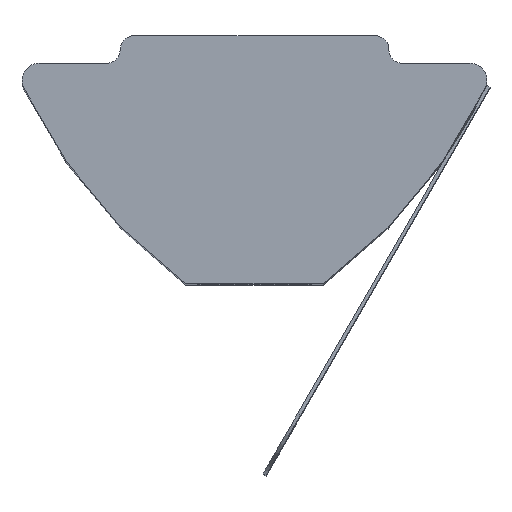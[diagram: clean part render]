
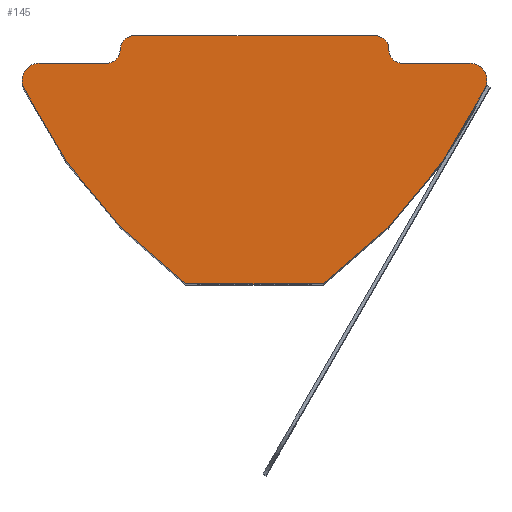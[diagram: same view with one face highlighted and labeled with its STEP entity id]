
A CAD part, top view. The second image highlights one B-rep face of the part: STEP entity #145.
In plain terms, the highlighted planar face has unit normal (0, 0, 1).
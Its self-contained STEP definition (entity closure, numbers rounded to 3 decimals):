
#18 = CARTESIAN_POINT ( 'NONE',  ( -4.3, -0.8, 11. ) ) ;
#28 = CARTESIAN_POINT ( 'NONE',  ( 3.5, 0., 11. ) ) ;
#30 = EDGE_LOOP ( 'NONE', ( #874, #601, #551, #1100, #746, #373, #479, #832, #1059, #548, #461, #90, #114 ) ) ;
#38 = VERTEX_POINT ( 'NONE', #28 ) ;
#69 = VERTEX_POINT ( 'NONE', #902 ) ;
#71 = CARTESIAN_POINT ( 'NONE',  ( 6.702, -1.514, 11. ) ) ;
#80 = CARTESIAN_POINT ( 'NONE',  ( -4.3, -0.4, 11. ) ) ;
#82 = CARTESIAN_POINT ( 'NONE',  ( -3.5, 0., 11. ) ) ;
#87 = DIRECTION ( 'NONE',  ( 1., 0., 0. ) ) ;
#90 = ORIENTED_EDGE ( 'NONE', *, *, #487, .T. ) ;
#102 = EDGE_CURVE ( 'NONE', #855, #752, #732, .T. ) ;
#114 = ORIENTED_EDGE ( 'NONE', *, *, #215, .T. ) ;
#143 = DIRECTION ( 'NONE',  ( 1., 0., 0. ) ) ;
#145 = ADVANCED_FACE ( 'NONE', ( #644 ), #991, .T. ) ;
#196 = AXIS2_PLACEMENT_3D ( 'NONE', #80, #1026, #1109 ) ;
#197 = CARTESIAN_POINT ( 'NONE',  ( 3.9, -0.8, 11. ) ) ;
#204 = CARTESIAN_POINT ( 'NONE',  ( -6.702, -1.514, 11. ) ) ;
#215 = EDGE_CURVE ( 'NONE', #274, #1007, #414, .T. ) ;
#220 = EDGE_CURVE ( 'NONE', #790, #38, #456, .T. ) ;
#222 = CIRCLE ( 'NONE', #811, 0.4 ) ;
#228 = CARTESIAN_POINT ( 'NONE',  ( -2., -7.2, 11. ) ) ;
#231 = DIRECTION ( 'NONE',  ( 0., 0., 1. ) ) ;
#250 = AXIS2_PLACEMENT_3D ( 'NONE', #636, #890, #143 ) ;
#274 = VERTEX_POINT ( 'NONE', #71 ) ;
#286 = VERTEX_POINT ( 'NONE', #82 ) ;
#293 = DIRECTION ( 'NONE',  ( 0., 0., 1. ) ) ;
#303 = CARTESIAN_POINT ( 'NONE',  ( 3.9, -0.4, 11. ) ) ;
#312 = VERTEX_POINT ( 'NONE', #401 ) ;
#314 = AXIS2_PLACEMENT_3D ( 'NONE', #518, #851, #859 ) ;
#320 = DIRECTION ( 'NONE',  ( 1., 0., 0. ) ) ;
#341 = DIRECTION ( 'NONE',  ( 0., 0., 1. ) ) ;
#350 = VECTOR ( 'NONE', #883, 1000. ) ;
#361 = CARTESIAN_POINT ( 'NONE',  ( 6.25, -0.8, 11. ) ) ;
#373 = ORIENTED_EDGE ( 'NONE', *, *, #1061, .T. ) ;
#379 = DIRECTION ( 'NONE',  ( 0., 0., 1. ) ) ;
#387 = CIRCLE ( 'NONE', #652, 15. ) ;
#391 = CIRCLE ( 'NONE', #919, 0.4 ) ;
#395 = CARTESIAN_POINT ( 'NONE',  ( 3.9, 0., 11. ) ) ;
#401 = CARTESIAN_POINT ( 'NONE',  ( -6.25, -0.8, 11. ) ) ;
#413 = CARTESIAN_POINT ( 'NONE',  ( -6.75, -1.3, 11. ) ) ;
#414 = CIRCLE ( 'NONE', #745, 0.5 ) ;
#423 = CIRCLE ( 'NONE', #196, 0.4 ) ;
#440 = LINE ( 'NONE', #197, #616 ) ;
#444 = CIRCLE ( 'NONE', #314, 0.5 ) ;
#456 = CIRCLE ( 'NONE', #970, 0.4 ) ;
#461 = ORIENTED_EDGE ( 'NONE', *, *, #891, .T. ) ;
#471 = CARTESIAN_POINT ( 'NONE',  ( -6.25, -1.3, 11. ) ) ;
#479 = ORIENTED_EDGE ( 'NONE', *, *, #756, .T. ) ;
#487 = EDGE_CURVE ( 'NONE', #69, #274, #1054, .T. ) ;
#507 = EDGE_CURVE ( 'NONE', #752, #988, #387, .T. ) ;
#518 = CARTESIAN_POINT ( 'NONE',  ( -6.25, -1.3, 11. ) ) ;
#520 = DIRECTION ( 'NONE',  ( -1., 0., 0. ) ) ;
#548 = ORIENTED_EDGE ( 'NONE', *, *, #507, .T. ) ;
#549 = CARTESIAN_POINT ( 'NONE',  ( -3.9, -0.8, 11. ) ) ;
#550 = EDGE_CURVE ( 'NONE', #312, #855, #444, .T. ) ;
#551 = ORIENTED_EDGE ( 'NONE', *, *, #220, .T. ) ;
#559 = EDGE_CURVE ( 'NONE', #1007, #998, #440, .T. ) ;
#601 = ORIENTED_EDGE ( 'NONE', *, *, #637, .T. ) ;
#607 = VERTEX_POINT ( 'NONE', #18 ) ;
#610 = DIRECTION ( 'NONE',  ( 0., 0., 1. ) ) ;
#614 = CARTESIAN_POINT ( 'NONE',  ( 4.3, -0.4, 11. ) ) ;
#616 = VECTOR ( 'NONE', #683, 1000. ) ;
#633 = CARTESIAN_POINT ( 'NONE',  ( -3.9, -0.4, 11. ) ) ;
#636 = CARTESIAN_POINT ( 'NONE',  ( -6.25, -1.3, 11. ) ) ;
#637 = EDGE_CURVE ( 'NONE', #998, #790, #222, .T. ) ;
#644 = FACE_OUTER_BOUND ( 'NONE', #30, .T. ) ;
#652 = AXIS2_PLACEMENT_3D ( 'NONE', #868, #610, #960 ) ;
#683 = DIRECTION ( 'NONE',  ( -1., 0., 0. ) ) ;
#695 = AXIS2_PLACEMENT_3D ( 'NONE', #471, #293, #1076 ) ;
#713 = DIRECTION ( 'NONE',  ( -1., 0., 0. ) ) ;
#732 = CIRCLE ( 'NONE', #250, 0.5 ) ;
#733 = LINE ( 'NONE', #395, #959 ) ;
#742 = DIRECTION ( 'NONE',  ( -1., 0., 0. ) ) ;
#745 = AXIS2_PLACEMENT_3D ( 'NONE', #799, #379, #713 ) ;
#746 = ORIENTED_EDGE ( 'NONE', *, *, #853, .T. ) ;
#747 = CARTESIAN_POINT ( 'NONE',  ( -3.5, -0.4, 11. ) ) ;
#752 = VERTEX_POINT ( 'NONE', #204 ) ;
#756 = EDGE_CURVE ( 'NONE', #607, #312, #889, .T. ) ;
#762 = CARTESIAN_POINT ( 'NONE',  ( 4.3, -0.8, 11. ) ) ;
#790 = VERTEX_POINT ( 'NONE', #303 ) ;
#799 = CARTESIAN_POINT ( 'NONE',  ( 6.25, -1.3, 11. ) ) ;
#811 = AXIS2_PLACEMENT_3D ( 'NONE', #614, #847, #87 ) ;
#817 = DIRECTION ( 'NONE',  ( 1., 0., 0. ) ) ;
#821 = DIRECTION ( 'NONE',  ( 1., 0., 0. ) ) ;
#827 = CARTESIAN_POINT ( 'NONE',  ( 3.5, -0.4, 11. ) ) ;
#832 = ORIENTED_EDGE ( 'NONE', *, *, #550, .T. ) ;
#847 = DIRECTION ( 'NONE',  ( 0., 0., -1. ) ) ;
#851 = DIRECTION ( 'NONE',  ( 0., 0., 1. ) ) ;
#853 = EDGE_CURVE ( 'NONE', #286, #1091, #391, .T. ) ;
#855 = VERTEX_POINT ( 'NONE', #413 ) ;
#859 = DIRECTION ( 'NONE',  ( 1., 0., 0. ) ) ;
#865 = AXIS2_PLACEMENT_3D ( 'NONE', #1057, #341, #520 ) ;
#868 = CARTESIAN_POINT ( 'NONE',  ( 6.854, 4.908, 11. ) ) ;
#874 = ORIENTED_EDGE ( 'NONE', *, *, #559, .T. ) ;
#883 = DIRECTION ( 'NONE',  ( -1., 0., 0. ) ) ;
#889 = LINE ( 'NONE', #549, #350 ) ;
#890 = DIRECTION ( 'NONE',  ( 0., 0., 1. ) ) ;
#891 = EDGE_CURVE ( 'NONE', #988, #69, #999, .T. ) ;
#902 = CARTESIAN_POINT ( 'NONE',  ( 2., -7.2, 11. ) ) ;
#906 = EDGE_CURVE ( 'NONE', #38, #286, #733, .T. ) ;
#919 = AXIS2_PLACEMENT_3D ( 'NONE', #747, #231, #821 ) ;
#943 = CARTESIAN_POINT ( 'NONE',  ( -2., -7.2, 11. ) ) ;
#959 = VECTOR ( 'NONE', #742, 1000. ) ;
#960 = DIRECTION ( 'NONE',  ( 1., 0., 0. ) ) ;
#970 = AXIS2_PLACEMENT_3D ( 'NONE', #827, #1107, #320 ) ;
#988 = VERTEX_POINT ( 'NONE', #943 ) ;
#991 = PLANE ( 'NONE',  #695 ) ;
#998 = VERTEX_POINT ( 'NONE', #762 ) ;
#999 = LINE ( 'NONE', #228, #1034 ) ;
#1007 = VERTEX_POINT ( 'NONE', #361 ) ;
#1026 = DIRECTION ( 'NONE',  ( 0., 0., -1. ) ) ;
#1034 = VECTOR ( 'NONE', #817, 1000. ) ;
#1054 = CIRCLE ( 'NONE', #865, 15. ) ;
#1057 = CARTESIAN_POINT ( 'NONE',  ( -6.854, 4.908, 11. ) ) ;
#1059 = ORIENTED_EDGE ( 'NONE', *, *, #102, .T. ) ;
#1061 = EDGE_CURVE ( 'NONE', #1091, #607, #423, .T. ) ;
#1076 = DIRECTION ( 'NONE',  ( 1., 0., 0. ) ) ;
#1091 = VERTEX_POINT ( 'NONE', #633 ) ;
#1100 = ORIENTED_EDGE ( 'NONE', *, *, #906, .T. ) ;
#1107 = DIRECTION ( 'NONE',  ( 0., 0., 1. ) ) ;
#1109 = DIRECTION ( 'NONE',  ( 1., 0., 0. ) ) ;
